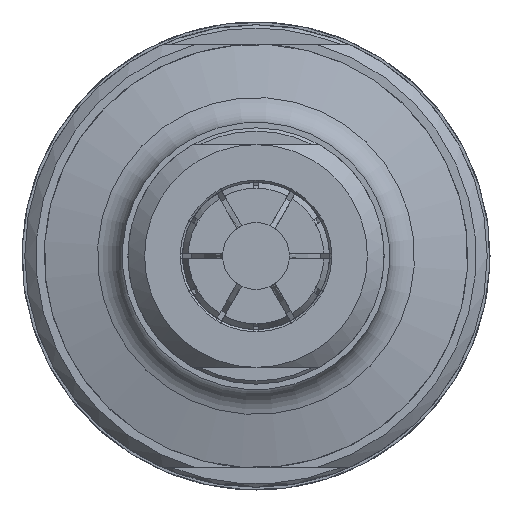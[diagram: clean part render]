
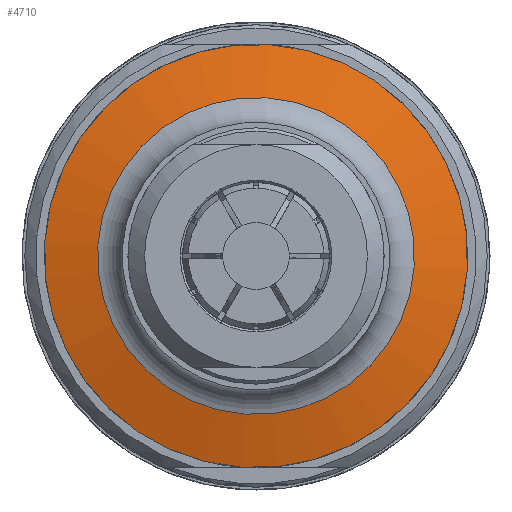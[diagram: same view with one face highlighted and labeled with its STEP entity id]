
A CAD part, left-side view. The second image highlights one B-rep face of the part: STEP entity #4710.
In plain terms, the highlighted conical face has half-angle 75 degrees and reference radius 16.612 mm.
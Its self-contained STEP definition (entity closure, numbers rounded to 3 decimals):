
#464=LINE('',#8356,#681);
#681=VECTOR('',#6554,16.612);
#757=CONICAL_SURFACE('',#5267,16.612,1.309);
#1219=FACE_OUTER_BOUND('',#1471,.T.);
#1471=EDGE_LOOP('',(#4286,#4287,#4288,#4289,#4290,#4291,#4292));
#1786=CIRCLE('',#5264,14.224);
#1787=CIRCLE('',#5265,14.224);
#1788=CIRCLE('',#5266,14.224);
#1789=CIRCLE('',#5268,19.);
#1790=CIRCLE('',#5269,19.);
#2232=VERTEX_POINT('',#8344);
#2233=VERTEX_POINT('',#8346);
#2234=VERTEX_POINT('',#8348);
#2235=VERTEX_POINT('',#8352);
#2236=VERTEX_POINT('',#8353);
#2923=EDGE_CURVE('',#2233,#2232,#1786,.T.);
#2924=EDGE_CURVE('',#2234,#2233,#1787,.T.);
#2925=EDGE_CURVE('',#2232,#2234,#1788,.T.);
#2926=EDGE_CURVE('',#2235,#2236,#1789,.T.);
#2927=EDGE_CURVE('',#2236,#2235,#1790,.T.);
#2928=EDGE_CURVE('',#2236,#2234,#464,.T.);
#4286=ORIENTED_EDGE('',*,*,#2926,.F.);
#4287=ORIENTED_EDGE('',*,*,#2927,.F.);
#4288=ORIENTED_EDGE('',*,*,#2928,.T.);
#4289=ORIENTED_EDGE('',*,*,#2924,.T.);
#4290=ORIENTED_EDGE('',*,*,#2923,.T.);
#4291=ORIENTED_EDGE('',*,*,#2925,.T.);
#4292=ORIENTED_EDGE('',*,*,#2928,.F.);
#4710=ADVANCED_FACE('',(#1219),#757,.T.);
#5264=AXIS2_PLACEMENT_3D('',#8347,#6542,#6543);
#5265=AXIS2_PLACEMENT_3D('',#8349,#6544,#6545);
#5266=AXIS2_PLACEMENT_3D('',#8350,#6546,#6547);
#5267=AXIS2_PLACEMENT_3D('',#8351,#6548,#6549);
#5268=AXIS2_PLACEMENT_3D('',#8354,#6550,#6551);
#5269=AXIS2_PLACEMENT_3D('',#8355,#6552,#6553);
#6542=DIRECTION('center_axis',(1.,0.,0.));
#6543=DIRECTION('ref_axis',(0.,0.242,-0.97));
#6544=DIRECTION('center_axis',(1.,0.,0.));
#6545=DIRECTION('ref_axis',(0.,0.242,-0.97));
#6546=DIRECTION('center_axis',(1.,0.,0.));
#6547=DIRECTION('ref_axis',(0.,0.242,-0.97));
#6548=DIRECTION('center_axis',(1.,0.,0.));
#6549=DIRECTION('ref_axis',(0.,0.242,-0.97));
#6550=DIRECTION('center_axis',(1.,0.,0.));
#6551=DIRECTION('ref_axis',(0.,0.242,-0.97));
#6552=DIRECTION('center_axis',(1.,0.,0.));
#6553=DIRECTION('ref_axis',(0.,0.242,-0.97));
#6554=DIRECTION('',(-0.259,0.233,-0.937));
#8344=CARTESIAN_POINT('',(-121.98,13.802,3.437));
#8346=CARTESIAN_POINT('',(-121.98,3.437,-13.802));
#8347=CARTESIAN_POINT('Origin',(-121.98,0.,0.));
#8348=CARTESIAN_POINT('',(-121.98,-3.437,13.802));
#8349=CARTESIAN_POINT('Origin',(-121.98,0.,0.));
#8350=CARTESIAN_POINT('Origin',(-121.98,0.,0.));
#8351=CARTESIAN_POINT('Origin',(-121.34,0.,
0.));
#8352=CARTESIAN_POINT('',(-120.7,4.591,-18.437));
#8353=CARTESIAN_POINT('',(-120.7,-4.591,18.437));
#8354=CARTESIAN_POINT('Origin',(-120.7,0.,
0.));
#8355=CARTESIAN_POINT('Origin',(-120.7,0.,
0.));
#8356=CARTESIAN_POINT('',(-121.34,-4.014,16.12));
